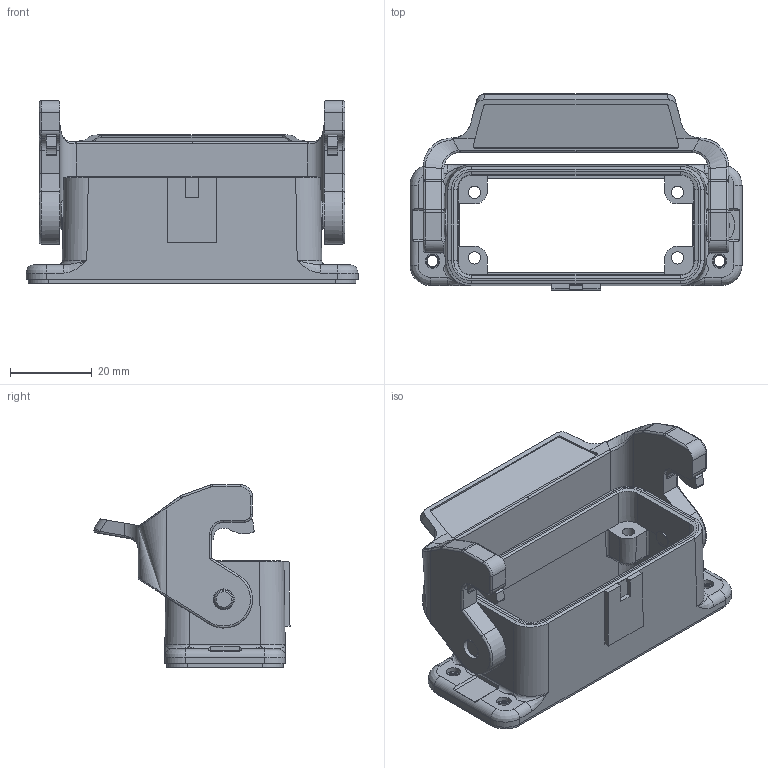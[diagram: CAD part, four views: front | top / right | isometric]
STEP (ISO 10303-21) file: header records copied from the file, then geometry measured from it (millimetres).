
FILE_DESCRIPTION(/* description */ (''),/* implementation_level */ '2;1');
FILE_NAME(/* name */ '100230784ugm000_b.stp',/* time_stamp */ '2017-11-06T10:50:44+01:00',/* author */ (''),/* organization */ (''),/* preprocessor_version */ 'ST-DEVELOPER v16',/* originating_system */ 'SIEMENS PLM Software NX 10.0',/* authorisation */ '');
FILE_SCHEMA (('AUTOMOTIVE_DESIGN { 1 0 10303 214 3 1 1 1 }'));
Length unit declared in the file: millimetre
Products named in the file (1): 100230784ugm000_b
Bounding box: 81 x 47.83 x 44.6 mm (x, y, z)
Volume: 25006.5 mm3; surface area: 18708.3 mm2
Topology: 2 solids, 2 shells, 540 faces, 1375 edges, 869 vertices
Faces by surface type: plane 282, cylinder 146, bspline 70, cone 28, torus 12, extrusion 2
Full cylindrical faces by diameter (mm): 0.66 x1, 0.78 x1, 2.7 x4, 3 x4, 3.1 x4, 3.5 x4, 4 x2, 4.8 x2, 5.1 x2, 7 x2
Entity records: 18932 total; most frequent: CARTESIAN_POINT 5540, ORIENTED_EDGE 2638, DIRECTION 2383, EDGE_CURVE 1319, VERTEX_POINT 858, AXIS2_PLACEMENT_3D 829, VECTOR 725, LINE 723
